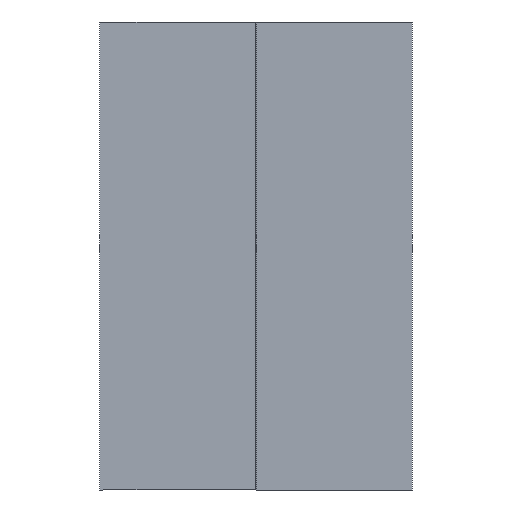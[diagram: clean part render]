
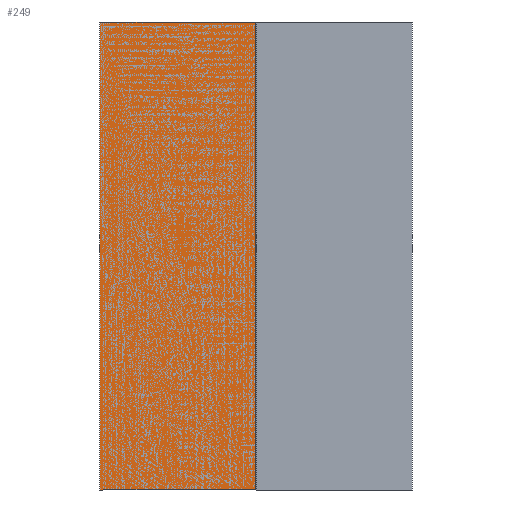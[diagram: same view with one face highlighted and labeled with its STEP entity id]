
A CAD part, front view. The second image highlights one B-rep face of the part: STEP entity #249.
In plain terms, the highlighted planar face has unit normal (0, -1, 0).
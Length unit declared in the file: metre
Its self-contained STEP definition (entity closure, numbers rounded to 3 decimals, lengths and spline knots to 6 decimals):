
#34=ORIENTED_EDGE('',*,*,#90,.T.);
#35=ORIENTED_EDGE('',*,*,#91,.T.);
#36=ORIENTED_EDGE('',*,*,#92,.T.);
#37=ORIENTED_EDGE('',*,*,#93,.T.);
#90=EDGE_CURVE('',#122,#123,#146,.F.);
#91=EDGE_CURVE('',#123,#124,#147,.F.);
#92=EDGE_CURVE('',#124,#125,#148,.T.);
#93=EDGE_CURVE('',#125,#122,#149,.T.);
#122=VERTEX_POINT('',#405);
#123=VERTEX_POINT('',#406);
#124=VERTEX_POINT('',#408);
#125=VERTEX_POINT('',#410);
#146=LINE('',#404,#178);
#147=LINE('',#407,#179);
#148=LINE('',#409,#180);
#149=LINE('',#411,#181);
#178=VECTOR('',#336,1.);
#179=VECTOR('',#337,1.);
#180=VECTOR('',#338,1.);
#181=VECTOR('',#339,1.);
#207=EDGE_LOOP('',(#34,#35,#36,#37));
#221=FACE_BOUND('',#207,.T.);
#235=PLANE('',#309);
#249=ADVANCED_FACE('',(#221),#235,.F.);
#309=AXIS2_PLACEMENT_3D('',#403,#334,#335);
#334=DIRECTION('',(0.,1.,0.));
#335=DIRECTION('',(0.,0.,1.));
#336=DIRECTION('',(0.,0.,-1.));
#337=DIRECTION('',(1.,0.,0.));
#338=DIRECTION('',(0.,0.,-1.));
#339=DIRECTION('',(1.,0.,0.));
#403=CARTESIAN_POINT('',(-0.151213,-0.0001,-0.046392));
#404=CARTESIAN_POINT('',(-0.148713,-0.0001,-0.038892));
#405=CARTESIAN_POINT('',(-0.148713,-0.0001,-0.053892));
#406=CARTESIAN_POINT('',(-0.148713,-0.0001,-0.023892));
#407=CARTESIAN_POINT('',(-0.153713,-0.0001,-0.023892));
#408=CARTESIAN_POINT('',(-0.158713,-0.0001,-0.023892));
#409=CARTESIAN_POINT('',(-0.158713,-0.0001,-0.038892));
#410=CARTESIAN_POINT('',(-0.158713,-0.0001,-0.053892));
#411=CARTESIAN_POINT('',(-0.153713,-0.0001,-0.053892));
